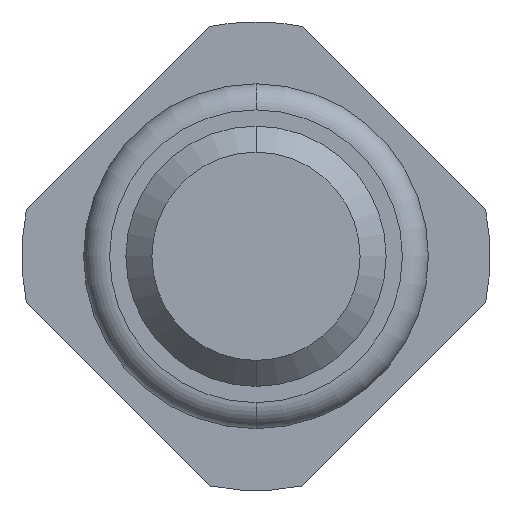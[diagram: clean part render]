
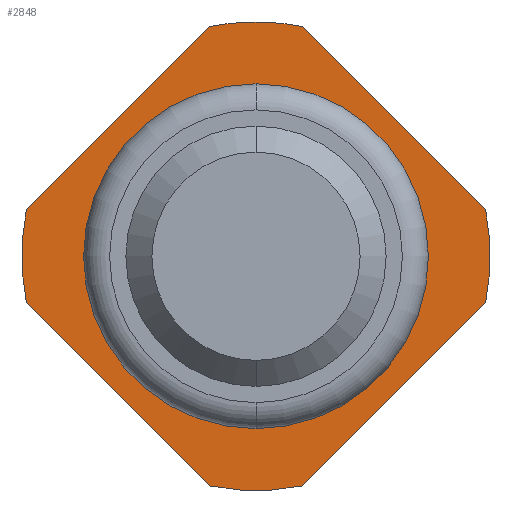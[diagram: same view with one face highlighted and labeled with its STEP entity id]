
A CAD part, front view. The second image highlights one B-rep face of the part: STEP entity #2848.
In plain terms, the highlighted planar face has unit normal (0, -1, 0).
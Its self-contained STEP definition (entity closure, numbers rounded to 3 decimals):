
#45 = CARTESIAN_POINT ( 'NONE',  ( 0., -2., -1.325 ) ) ;
#90 = EDGE_CURVE ( 'Defeature ausgef�hrt3_18+Defeature ausgef�hrt3_0+Defeature ausgef�hrt3_2+Defeature ausgef�hrt3_1', #599, #1262, #4122, .T. ) ;
#153 = EDGE_CURVE ( 'Defeature ausgef�hrt3_16+Defeature ausgef�hrt3_0+Defeature ausgef�hrt3_4+Defeature ausgef�hrt3_3', #1509, #994, #1555, .T. ) ;
#361 = CIRCLE ( 'NONE', #2154, 1.325 ) ;
#365 = CARTESIAN_POINT ( 'NONE',  ( 1.764, -2., -0.357 ) ) ;
#416 = VERTEX_POINT ( 'NONE', #3651 ) ;
#499 = CARTESIAN_POINT ( 'NONE',  ( 1.961, -2., -0.161 ) ) ;
#500 = CARTESIAN_POINT ( 'NONE',  ( 0., -2., 0. ) ) ;
#519 = ORIENTED_EDGE ( 'NONE', *, *, #90, .F. ) ;
#526 = FACE_OUTER_BOUND ( 'NONE', #3717, .T. ) ;
#541 = CARTESIAN_POINT ( 'NONE',  ( 0., -2., 1.8 ) ) ;
#577 = VERTEX_POINT ( 'NONE', #4057 ) ;
#599 = VERTEX_POINT ( 'NONE', #1117 ) ;
#624 = EDGE_CURVE ( 'Defeature ausgef�hrt3_1+Defeature ausgef�hrt3_0+Defeature ausgef�hrt3_18+Defeature ausgef�hrt3_15', #1262, #3636, #2843, .T. ) ;
#630 = DIRECTION ( 'NONE',  ( 0., 1., 0. ) ) ;
#697 = EDGE_CURVE ( 'Defeature ausgef�hrt3_0+Defeature ausgef�hrt3_12+Defeature ausgef�hrt3_12+Defeature ausgef�hrt3_12', #955, #577, #361, .T. ) ;
#708 = CIRCLE ( 'NONE', #2877, 1.8 ) ;
#739 = ORIENTED_EDGE ( 'NONE', *, *, #624, .F. ) ;
#750 = ORIENTED_EDGE ( 'NONE', *, *, #3958, .F. ) ;
#785 = DIRECTION ( 'NONE',  ( 0., 1., 0. ) ) ;
#817 = PLANE ( 'NONE',  #3115 ) ;
#825 = CIRCLE ( 'NONE', #1296, 1.8 ) ;
#835 = ORIENTED_EDGE ( 'NONE', *, *, #1741, .F. ) ;
#849 = ORIENTED_EDGE ( 'NONE', *, *, #697, .T. ) ;
#888 = DIRECTION ( 'NONE',  ( 0., 0., 1. ) ) ;
#949 = VERTEX_POINT ( 'NONE', #2929 ) ;
#955 = VERTEX_POINT ( 'NONE', #45 ) ;
#994 = VERTEX_POINT ( 'NONE', #1990 ) ;
#1002 = VECTOR ( 'NONE', #3797, 1000. ) ;
#1117 = CARTESIAN_POINT ( 'NONE',  ( 0.357, -2., 1.764 ) ) ;
#1138 = ORIENTED_EDGE ( 'NONE', *, *, #2278, .F. ) ;
#1143 = DIRECTION ( 'NONE',  ( 0., 0., 1. ) ) ;
#1184 = DIRECTION ( 'NONE',  ( 0., 1., 0. ) ) ;
#1217 = CARTESIAN_POINT ( 'NONE',  ( 0., -2., 0. ) ) ;
#1218 = DIRECTION ( 'NONE',  ( 0., 1., 0. ) ) ;
#1232 = CARTESIAN_POINT ( 'NONE',  ( 0., -2., 0. ) ) ;
#1246 = FACE_BOUND ( 'NONE', #4250, .T. ) ;
#1262 = VERTEX_POINT ( 'NONE', #3747 ) ;
#1279 = CARTESIAN_POINT ( 'NONE',  ( 0., -2., 0. ) ) ;
#1296 = AXIS2_PLACEMENT_3D ( 'NONE', #3711, #2099, #1779 ) ;
#1375 = EDGE_CURVE ( 'Defeature ausgef�hrt3_17+Defeature ausgef�hrt3_0+Defeature ausgef�hrt3_3+Defeature ausgef�hrt3_2', #416, #2804, #3383, .T. ) ;
#1485 = DIRECTION ( 'NONE',  ( 0., 0., 1. ) ) ;
#1509 = VERTEX_POINT ( 'NONE', #3637 ) ;
#1514 = DIRECTION ( 'NONE',  ( 0., 1., 0. ) ) ;
#1533 = CARTESIAN_POINT ( 'NONE',  ( -0.161, -2., -1.961 ) ) ;
#1555 = LINE ( 'NONE', #1533, #3814 ) ;
#1612 = CARTESIAN_POINT ( 'NONE',  ( -0.161, -2., 1.961 ) ) ;
#1648 = EDGE_CURVE ( 'Defeature ausgef�hrt3_2+Defeature ausgef�hrt3_0+Defeature ausgef�hrt3_17+Defeature ausgef�hrt3_18', #2804, #1916, #708, .T. ) ;
#1741 = EDGE_CURVE ( 'Defeature ausgef�hrt3_15+Defeature ausgef�hrt3_0+Defeature ausgef�hrt3_1+Defeature ausgef�hrt3_4', #3636, #949, #1890, .T. ) ;
#1779 = DIRECTION ( 'NONE',  ( 0., 0., 1. ) ) ;
#1871 = DIRECTION ( 'NONE',  ( 0., 0., 1. ) ) ;
#1890 = LINE ( 'NONE', #499, #1002 ) ;
#1896 = ORIENTED_EDGE ( 'NONE', *, *, #1648, .F. ) ;
#1916 = VERTEX_POINT ( 'NONE', #541 ) ;
#1990 = CARTESIAN_POINT ( 'NONE',  ( -1.764, -2., -0.357 ) ) ;
#2053 = ORIENTED_EDGE ( 'NONE', *, *, #153, .F. ) ;
#2079 = DIRECTION ( 'NONE',  ( 0., 0., 1. ) ) ;
#2099 = DIRECTION ( 'NONE',  ( 0., 1., 0. ) ) ;
#2154 = AXIS2_PLACEMENT_3D ( 'NONE', #1217, #1184, #2510 ) ;
#2243 = DIRECTION ( 'NONE',  ( 0.707, 0., 0.707 ) ) ;
#2278 = EDGE_CURVE ( 'Defeature ausgef�hrt3_4+Defeature ausgef�hrt3_0+Defeature ausgef�hrt3_15+Defeature ausgef�hrt3_16', #949, #1509, #3461, .T. ) ;
#2457 = AXIS2_PLACEMENT_3D ( 'NONE', #2564, #3534, #1871 ) ;
#2507 = ORIENTED_EDGE ( 'NONE', *, *, #2887, .T. ) ;
#2510 = DIRECTION ( 'NONE',  ( 0., 0., 1. ) ) ;
#2530 = ORIENTED_EDGE ( 'NONE', *, *, #4182, .F. ) ;
#2537 = VECTOR ( 'NONE', #2825, 1000. ) ;
#2564 = CARTESIAN_POINT ( 'NONE',  ( 0., -2., 0. ) ) ;
#2747 = CARTESIAN_POINT ( 'NONE',  ( 0., -2., 0. ) ) ;
#2769 = CARTESIAN_POINT ( 'NONE',  ( 1.961, -2., 0.161 ) ) ;
#2804 = VERTEX_POINT ( 'NONE', #4143 ) ;
#2825 = DIRECTION ( 'NONE',  ( 0.707, 0., -0.707 ) ) ;
#2843 = CIRCLE ( 'NONE', #3240, 1.8 ) ;
#2848 = ADVANCED_FACE ( 'Defeature ausgef�hrt3_0', ( #1246, #526 ), #817, .F. ) ;
#2877 = AXIS2_PLACEMENT_3D ( 'NONE', #2747, #785, #2079 ) ;
#2887 = EDGE_CURVE ( 'Defeature ausgef�hrt3_0+Defeature ausgef�hrt3_12+Defeature ausgef�hrt3_12+Defeature ausgef�hrt3_12', #577, #955, #4190, .T. ) ;
#2929 = CARTESIAN_POINT ( 'NONE',  ( 0.357, -2., -1.764 ) ) ;
#3069 = AXIS2_PLACEMENT_3D ( 'NONE', #1279, #630, #3951 ) ;
#3115 = AXIS2_PLACEMENT_3D ( 'NONE', #3800, #1514, #1485 ) ;
#3128 = DIRECTION ( 'NONE',  ( -0.707, 0., 0.707 ) ) ;
#3240 = AXIS2_PLACEMENT_3D ( 'NONE', #500, #4070, #1143 ) ;
#3383 = LINE ( 'NONE', #1612, #4217 ) ;
#3461 = CIRCLE ( 'NONE', #2457, 1.8 ) ;
#3471 = ORIENTED_EDGE ( 'NONE', *, *, #1375, .F. ) ;
#3534 = DIRECTION ( 'NONE',  ( 0., 1., 0. ) ) ;
#3636 = VERTEX_POINT ( 'NONE', #365 ) ;
#3637 = CARTESIAN_POINT ( 'NONE',  ( -0.357, -2., -1.764 ) ) ;
#3651 = CARTESIAN_POINT ( 'NONE',  ( -1.764, -2., 0.357 ) ) ;
#3711 = CARTESIAN_POINT ( 'NONE',  ( 0., -2., 0. ) ) ;
#3717 = EDGE_LOOP ( 'NONE', ( #519, #750, #1896, #3471, #2530, #2053, #1138, #835, #739 ) ) ;
#3747 = CARTESIAN_POINT ( 'NONE',  ( 1.764, -2., 0.357 ) ) ;
#3797 = DIRECTION ( 'NONE',  ( -0.707, 0., -0.707 ) ) ;
#3800 = CARTESIAN_POINT ( 'NONE',  ( 1.8, -2., 0. ) ) ;
#3814 = VECTOR ( 'NONE', #3128, 1000. ) ;
#3951 = DIRECTION ( 'NONE',  ( 0., 0., 1. ) ) ;
#3958 = EDGE_CURVE ( 'Defeature ausgef�hrt3_2+Defeature ausgef�hrt3_0+Defeature ausgef�hrt3_17+Defeature ausgef�hrt3_18', #1916, #599, #3977, .T. ) ;
#3977 = CIRCLE ( 'NONE', #3069, 1.8 ) ;
#4057 = CARTESIAN_POINT ( 'NONE',  ( 0., -2., 1.325 ) ) ;
#4070 = DIRECTION ( 'NONE',  ( 0., 1., 0. ) ) ;
#4122 = LINE ( 'NONE', #2769, #2537 ) ;
#4143 = CARTESIAN_POINT ( 'NONE',  ( -0.357, -2., 1.764 ) ) ;
#4182 = EDGE_CURVE ( 'Defeature ausgef�hrt3_3+Defeature ausgef�hrt3_0+Defeature ausgef�hrt3_16+Defeature ausgef�hrt3_17', #994, #416, #825, .T. ) ;
#4190 = CIRCLE ( 'NONE', #4215, 1.325 ) ;
#4215 = AXIS2_PLACEMENT_3D ( 'NONE', #1232, #1218, #888 ) ;
#4217 = VECTOR ( 'NONE', #2243, 1000. ) ;
#4250 = EDGE_LOOP ( 'NONE', ( #2507, #849 ) ) ;
